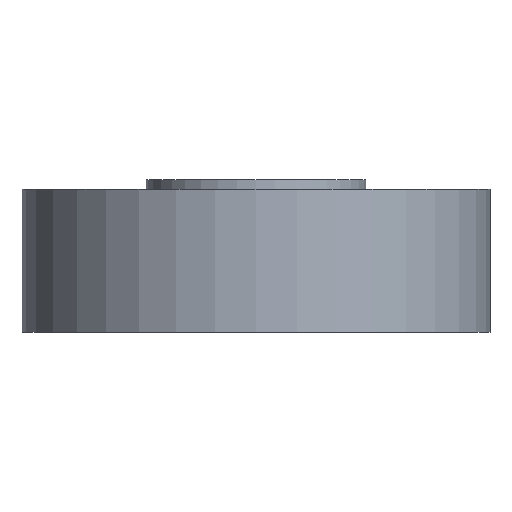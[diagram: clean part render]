
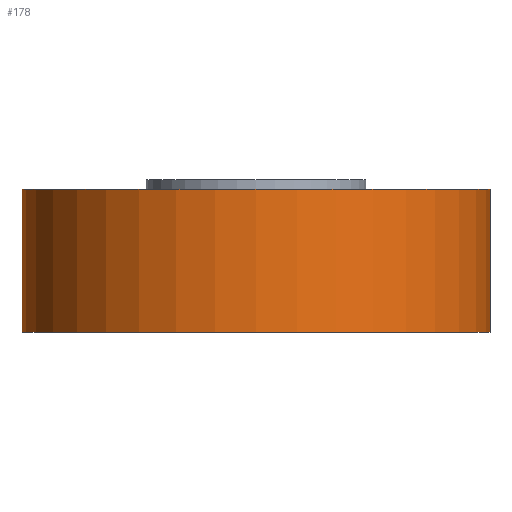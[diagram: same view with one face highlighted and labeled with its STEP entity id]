
A CAD part, left-side view. The second image highlights one B-rep face of the part: STEP entity #178.
In plain terms, the highlighted cylindrical face has radius 24.5 mm (diameter 49 mm), a full revolution.
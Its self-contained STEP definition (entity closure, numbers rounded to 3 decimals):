
#178 = ADVANCED_FACE( '', ( #347, #348 ), #349, .T. );
#347 = FACE_OUTER_BOUND( '', #520, .T. );
#348 = FACE_OUTER_BOUND( '', #521, .T. );
#349 = CYLINDRICAL_SURFACE( '', #522, 24.5 );
#520 = EDGE_LOOP( '', ( #1030 ) );
#521 = EDGE_LOOP( '', ( #1031 ) );
#522 = AXIS2_PLACEMENT_3D( '', #1032, #1033, #1034 );
#1030 = ORIENTED_EDGE( '', *, *, #1227, .T. );
#1031 = ORIENTED_EDGE( '', *, *, #1228, .F. );
#1032 = CARTESIAN_POINT( '', ( 0., 0., 16. ) );
#1033 = DIRECTION( '', ( 0., 0., 1. ) );
#1034 = DIRECTION( '', ( -1., 0., 0. ) );
#1227 = EDGE_CURVE( '', #1381, #1381, #1382, .T. );
#1228 = EDGE_CURVE( '', #1383, #1383, #1384, .T. );
#1381 = VERTEX_POINT( '', #1607 );
#1382 = CIRCLE( '', #1608, 24.5 );
#1383 = VERTEX_POINT( '', #1609 );
#1384 = CIRCLE( '', #1610, 24.5 );
#1607 = CARTESIAN_POINT( '', ( 24.5, 0., 15. ) );
#1608 = AXIS2_PLACEMENT_3D( '', #1737, #1738, #1739 );
#1609 = CARTESIAN_POINT( '', ( 24.5, 0., 0. ) );
#1610 = AXIS2_PLACEMENT_3D( '', #1740, #1741, #1742 );
#1737 = CARTESIAN_POINT( '', ( 0., 0., 15. ) );
#1738 = DIRECTION( '', ( 0., 0., -1. ) );
#1739 = DIRECTION( '', ( 1., 0., 0. ) );
#1740 = CARTESIAN_POINT( '', ( 0., 0., 0. ) );
#1741 = DIRECTION( '', ( 0., 0., -1. ) );
#1742 = DIRECTION( '', ( 1., 0., 0. ) );
